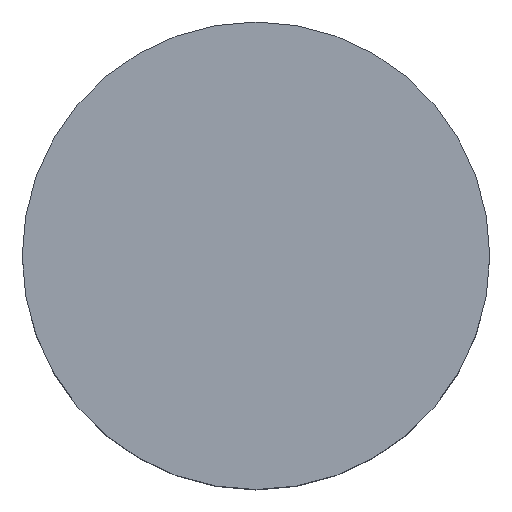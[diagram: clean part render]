
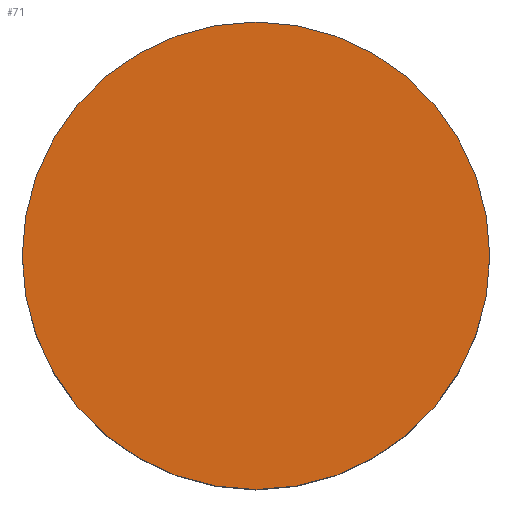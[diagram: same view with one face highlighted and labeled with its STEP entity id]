
A CAD part, top view. The second image highlights one B-rep face of the part: STEP entity #71.
In plain terms, the highlighted planar face has unit normal (0, 0, 1).
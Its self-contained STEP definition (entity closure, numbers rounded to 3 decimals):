
#26 = DIRECTION ( 'NONE',  ( 1., 0., 0. ) ) ;
#35 = AXIS2_PLACEMENT_3D ( 'NONE', #337, #254, #40 ) ;
#40 = DIRECTION ( 'NONE',  ( 1., 0., 0. ) ) ;
#45 = DIRECTION ( 'NONE',  ( 0., 0., 1. ) ) ;
#60 = CIRCLE ( 'NONE', #35, 2. ) ;
#71 = ADVANCED_FACE ( 'NONE', ( #81 ), #275, .T. ) ;
#81 = FACE_OUTER_BOUND ( 'NONE', #186, .T. ) ;
#111 = CARTESIAN_POINT ( 'NONE',  ( 0., 0., 0. ) ) ;
#112 = EDGE_CURVE ( 'NONE', #290, #287, #141, .T. ) ;
#141 = CIRCLE ( 'NONE', #346, 2. ) ;
#173 = ORIENTED_EDGE ( 'NONE', *, *, #237, .T. ) ;
#175 = ORIENTED_EDGE ( 'NONE', *, *, #112, .T. ) ;
#184 = CARTESIAN_POINT ( 'NONE',  ( 0., 0., 0. ) ) ;
#186 = EDGE_LOOP ( 'NONE', ( #173, #175 ) ) ;
#203 = CARTESIAN_POINT ( 'NONE',  ( -2., 0., 0. ) ) ;
#212 = DIRECTION ( 'NONE',  ( 1., 0., 0. ) ) ;
#237 = EDGE_CURVE ( 'NONE', #287, #290, #60, .T. ) ;
#254 = DIRECTION ( 'NONE',  ( 0., 0., 1. ) ) ;
#258 = CARTESIAN_POINT ( 'NONE',  ( 2., 0., 0. ) ) ;
#275 = PLANE ( 'NONE',  #292 ) ;
#287 = VERTEX_POINT ( 'NONE', #258 ) ;
#290 = VERTEX_POINT ( 'NONE', #203 ) ;
#292 = AXIS2_PLACEMENT_3D ( 'NONE', #184, #293, #212 ) ;
#293 = DIRECTION ( 'NONE',  ( 0., 0., 1. ) ) ;
#337 = CARTESIAN_POINT ( 'NONE',  ( 0., 0., 0. ) ) ;
#346 = AXIS2_PLACEMENT_3D ( 'NONE', #111, #45, #26 ) ;
